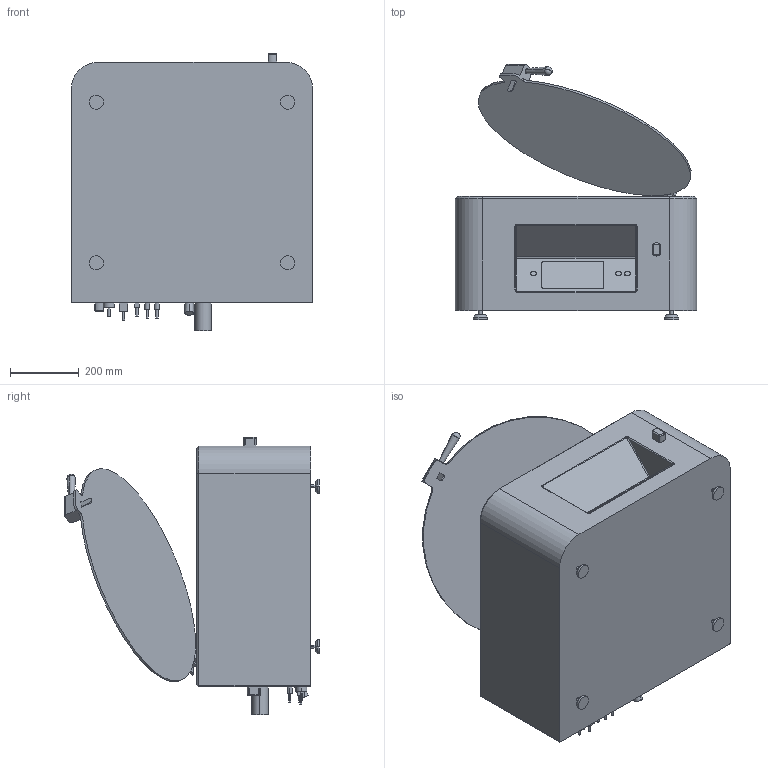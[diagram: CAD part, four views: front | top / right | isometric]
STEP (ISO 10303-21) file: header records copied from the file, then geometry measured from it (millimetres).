
FILE_DESCRIPTION((''),'2;1');
FILE_NAME('A_BSC_ENVELOPE_ASM','2025-05-06T09:08:13',('bwaterworth'),(''),'CREO PARAMETRIC BY PTC INC, 2020354','CREO PARAMETRIC BY PTC INC, 2020354','');
FILE_SCHEMA(('CONFIG_CONTROL_DESIGN'));
Length unit declared in the file: inch
Products named in the file (3): A-B-SC3_ENVELOPE; A-SC3_LID_ENVELOPE; A_BSC_ENVELOPE_ASM
Assembly tree (2 placements, depth 2):
  A_BSC_ENVELOPE_ASM
    A-B-SC3_ENVELOPE
    A-SC3_LID_ENVELOPE
Bounding box: 701.67 x 740.42 x 805.87 mm (x, y, z)
Volume: 133948280.6 mm3; surface area: 2927001.3 mm2
Topology: 2 solids, 2 shells, 279 faces, 628 edges, 393 vertices
Faces by surface type: cylinder 116, plane 107, cone 24, torus 16, sphere 12, bspline 4
Entity records: 8203 total; most frequent: CARTESIAN_POINT 1662, DIRECTION 1462, ORIENTED_EDGE 1252, EDGE_CURVE 626, AXIS2_PLACEMENT_3D 570, VERTEX_POINT 393, EDGE_LOOP 325, VECTOR 322
